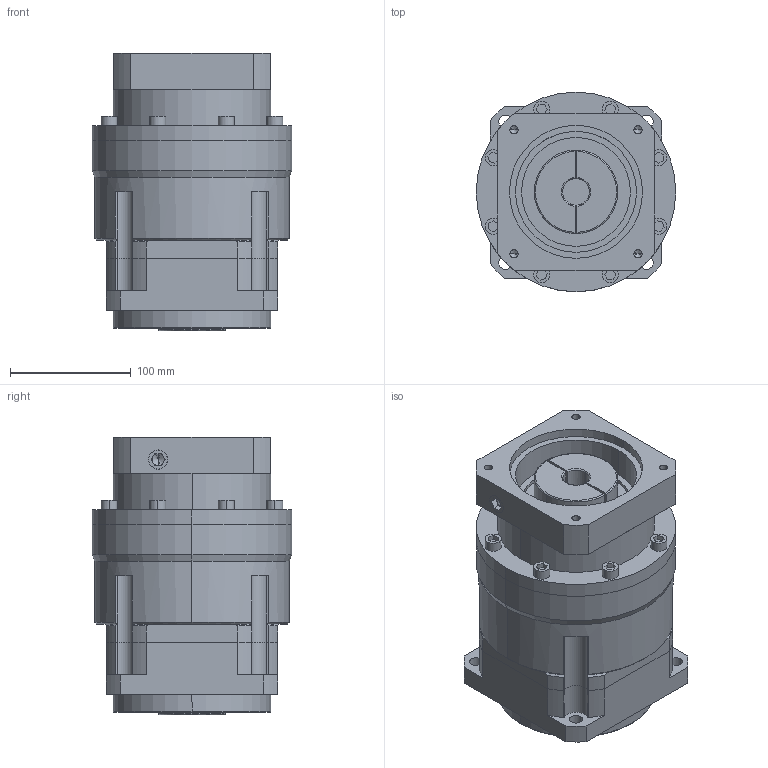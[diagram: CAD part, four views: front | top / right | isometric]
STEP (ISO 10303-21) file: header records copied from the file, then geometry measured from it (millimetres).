
FILE_DESCRIPTION (( 'STEP AP214' ), '1' );
FILE_NAME ('VGK142双级模型（22-55 110-5 4-9-145） 输入一体轴.STEP', '2018-12-03T08:57:36', ( 'Windows' ), ( 'Microsoft' ), 'SwSTEP 2.0', 'SolidWorks 2016', '' );
FILE_SCHEMA (( 'AUTOMOTIVE_DESIGN' ));
Length unit declared in the file: millimetre
Products named in the file (1): VGK142双级模型（22-55 110-5 4-9-145） 输入一体轴
Bounding box: 165 x 165 x 229.5 mm (x, y, z)
Volume: 3802499.8 mm3; surface area: 290180.5 mm2
Topology: 3 solids, 3 shells, 444 faces, 1086 edges, 702 vertices
Faces by surface type: plane 230, cylinder 177, cone 27, torus 10
Entity records: 13774 total; most frequent: CARTESIAN_POINT 2369, DIRECTION 2338, ORIENTED_EDGE 2148, EDGE_CURVE 1074, AXIS2_PLACEMENT_3D 855, VERTEX_POINT 702, LINE 628, VECTOR 628
